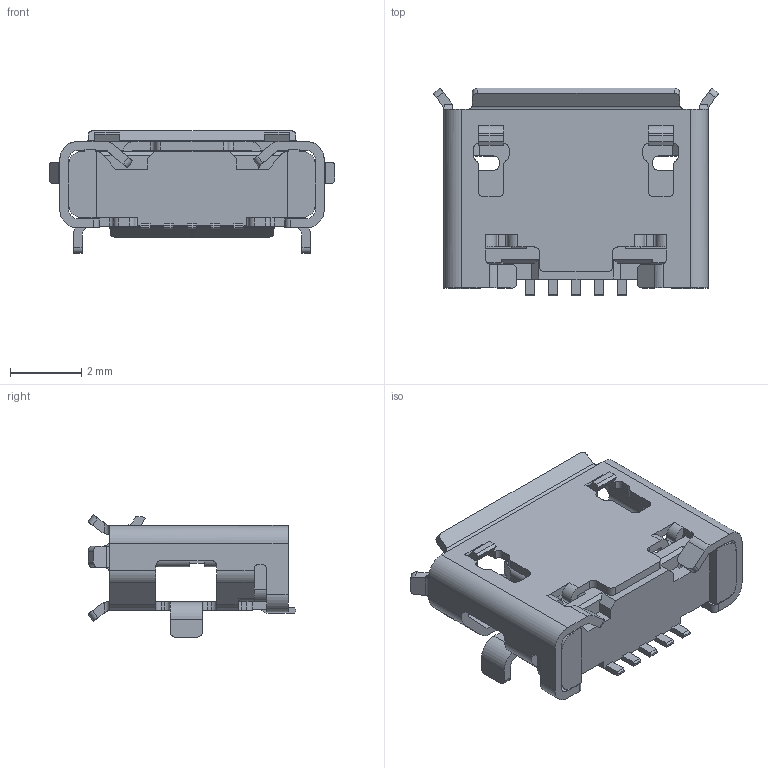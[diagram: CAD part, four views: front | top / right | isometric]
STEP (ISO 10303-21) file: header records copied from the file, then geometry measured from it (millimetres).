
FILE_DESCRIPTION(('CoCreate Modeling STEP Export'),'2;1');
FILE_NAME('010101010-033 前插后贴6.40 无柱 有翻边.stp','2014-11-24T18:01:32',(''),(''),'CoCreate Modeling STEP processor for AP214 (Solid Model)','CoCreate Modeling 16.00 13-May-2008 (C) Parametric Technology GmbH','');
FILE_SCHEMA(('AUTOMOTIVE_DESIGN { 1 0 10303 214 1 1 1 1 }'));
Length unit declared in the file: millimetre
Products named in the file (136): p1; 2DIP2MSTMOLDING; 2DIP2MSTMOLDING.1; 2DIP2MST640_ASM; USB-1009-05S.stp; 010101010-03X_前插后贴.stp.1; 000.stp.2.1; 010101010-03X_前插后贴.stp.1.1; 000.stp.2; 000.stp.1; 000.stp; 010101010-03X_前插后贴.stp.1.1.1; 改后-6.40前插后贴有柱-.stp.1; 前插后贴.1; 3.stp; 6.40前插后贴有柱-.stp.1.1; housing.1; 无柱无翻边改后-6.40前插后贴; p2; 55.stp; 2.stp
Assembly tree (135 placements, depth 13):
  2.stp
    55.stp
      p2
      前插后贴.1
        无柱无翻边改后-6.40前插后贴
          010101010-03X_前插后贴.stp.1.1.1
            000.stp
              000.stp.1
                010101010-03X_前插后贴.stp.1
                  USB-1009-05S.stp
              010101010-03X_前插后贴.stp.1
                USB-1009-05S.stp
                  2DIP2MST640_ASM
            000.stp.2
              010101010-03X_前插后贴.stp.1.1
                000.stp.2.1
                  010101010-03X_前插后贴.stp.1
                USB-1009-05S.stp
                  2DIP2MST640_ASM
              010101010-03X_前插后贴.stp.1
                USB-1009-05S.stp
                  2DIP2MST640_ASM
            USB-1009-05S.stp
              2DIP2MST640_ASM
                2DIP2MSTMOLDING.1
                2DIP2MSTMOLDING
          p1
        改后-6.40前插后贴有柱-.stp.1
          housing.1
          010101010-03X_前插后贴.stp.1.1.1
            000.stp
              000.stp.1
                010101010-03X_前插后贴.stp.1
                  USB-1009-05S.stp
              010101010-03X_前插后贴.stp.1
                USB-1009-05S.stp
                  2DIP2MST640_ASM
            000.stp.2
              010101010-03X_前插后贴.stp.1.1
                000.stp.2.1
                  010101010-03X_前插后贴.stp.1
                USB-1009-05S.stp
                  2DIP2MST640_ASM
              010101010-03X_前插后贴.stp.1
                USB-1009-05S.stp
                  2DIP2MST640_ASM
            USB-1009-05S.stp
              2DIP2MST640_ASM
                2DIP2MSTMOLDING.1
                2DIP2MSTMOLDING
          p1
        6.40前插后贴有柱-.stp.1.1
          010101010-03X_前插后贴.stp.1.1.1
            000.stp
              000.stp.1
                010101010-03X_前插后贴.stp.1
                  USB-1009-05S.stp
              010101010-03X_前插后贴.stp.1
                USB-1009-05S.stp
                  2DIP2MST640_ASM
Bounding box: 8 x 5.82 x 3.43 mm (x, y, z)
Volume: 39.5 mm3; surface area: 253 mm2
Topology: 1 solids, 11 shells, 776 faces, 2199 edges, 1424 vertices
Faces by surface type: plane 516, cylinder 248, cone 10, bspline 2
Entity records: 27729 total; most frequent: CARTESIAN_POINT 4688, ORIENTED_EDGE 4422, DIRECTION 4241, EDGE_CURVE 2199, VECTOR 1595, LINE 1595, VERTEX_POINT 1424, AXIS2_PLACEMENT_3D 1323
